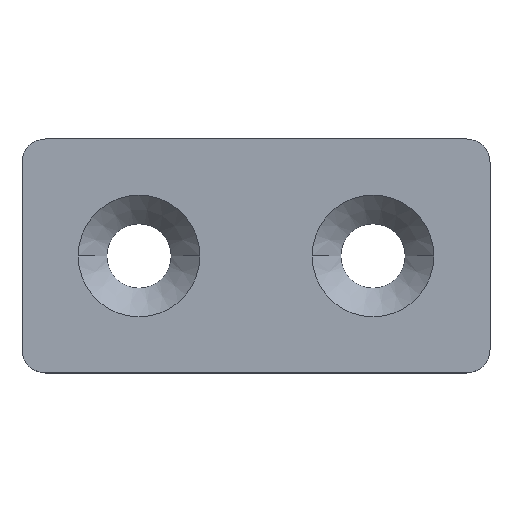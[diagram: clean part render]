
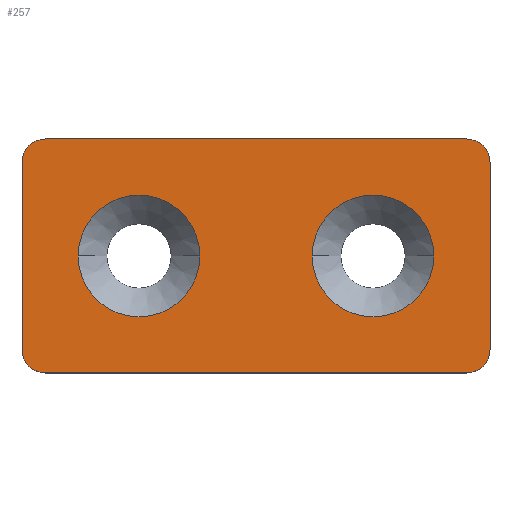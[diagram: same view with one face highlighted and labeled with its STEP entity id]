
A CAD part, top view. The second image highlights one B-rep face of the part: STEP entity #257.
In plain terms, the highlighted planar face has unit normal (0, 0, 1).
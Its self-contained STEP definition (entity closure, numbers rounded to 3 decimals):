
#3 = VERTEX_POINT ( 'NONE', #560 ) ;
#9 = EDGE_CURVE ( 'NONE', #534, #575, #277, .T. ) ;
#18 = VECTOR ( 'NONE', #341, 1000. ) ;
#24 = EDGE_CURVE ( 'NONE', #357, #534, #569, .T. ) ;
#34 = LINE ( 'NONE', #212, #345 ) ;
#45 = EDGE_CURVE ( 'NONE', #428, #530, #348, .T. ) ;
#49 = CIRCLE ( 'NONE', #352, 5.2 ) ;
#53 = FACE_BOUND ( 'NONE', #381, .T. ) ;
#64 = VERTEX_POINT ( 'NONE', #326 ) ;
#66 = EDGE_CURVE ( 'NONE', #3, #357, #554, .T. ) ;
#67 = EDGE_CURVE ( 'NONE', #496, #84, #364, .T. ) ;
#69 = VECTOR ( 'NONE', #221, 1000. ) ;
#78 = DIRECTION ( 'NONE',  ( 0., 0., -1. ) ) ;
#79 = DIRECTION ( 'NONE',  ( -1., 0., 0. ) ) ;
#82 = EDGE_CURVE ( 'NONE', #325, #303, #34, .T. ) ;
#84 = VERTEX_POINT ( 'NONE', #302 ) ;
#89 = EDGE_CURVE ( 'NONE', #303, #64, #147, .T. ) ;
#92 = EDGE_CURVE ( 'NONE', #575, #325, #519, .T. ) ;
#103 = DIRECTION ( 'NONE',  ( -1., 0., 0. ) ) ;
#104 = DIRECTION ( 'NONE',  ( 0., 0., -1. ) ) ;
#107 = CARTESIAN_POINT ( 'NONE',  ( -10., 0., 3. ) ) ;
#115 = ORIENTED_EDGE ( 'NONE', *, *, #82, .T. ) ;
#126 = CIRCLE ( 'NONE', #230, 5.2 ) ;
#131 = EDGE_CURVE ( 'NONE', #84, #496, #126, .T. ) ;
#132 = AXIS2_PLACEMENT_3D ( 'NONE', #155, #153, #152 ) ;
#133 = DIRECTION ( 'NONE',  ( -1., 0., 0. ) ) ;
#137 = ORIENTED_EDGE ( 'NONE', *, *, #67, .F. ) ;
#147 = CIRCLE ( 'NONE', #219, 2. ) ;
#152 = DIRECTION ( 'NONE',  ( -1., 0., 0. ) ) ;
#153 = DIRECTION ( 'NONE',  ( 0., 0., 1. ) ) ;
#155 = CARTESIAN_POINT ( 'NONE',  ( -18., -8., 3. ) ) ;
#176 = AXIS2_PLACEMENT_3D ( 'NONE', #107, #104, #103 ) ;
#187 = AXIS2_PLACEMENT_3D ( 'NONE', #289, #287, #292 ) ;
#188 = ORIENTED_EDGE ( 'NONE', *, *, #24, .T. ) ;
#212 = CARTESIAN_POINT ( 'NONE',  ( 20., -10., 3. ) ) ;
#213 = AXIS2_PLACEMENT_3D ( 'NONE', #228, #229, #233 ) ;
#214 = DIRECTION ( 'NONE',  ( 0., 1., 0. ) ) ;
#218 = DIRECTION ( 'NONE',  ( 0., 0., 1. ) ) ;
#219 = AXIS2_PLACEMENT_3D ( 'NONE', #220, #218, #133 ) ;
#220 = CARTESIAN_POINT ( 'NONE',  ( 18., 8., 3. ) ) ;
#221 = DIRECTION ( 'NONE',  ( 1., 0., 0. ) ) ;
#228 = CARTESIAN_POINT ( 'NONE',  ( 18., -8., 3. ) ) ;
#229 = DIRECTION ( 'NONE',  ( 0., 0., 1. ) ) ;
#230 = AXIS2_PLACEMENT_3D ( 'NONE', #269, #270, #273 ) ;
#233 = DIRECTION ( 'NONE',  ( -1., 0., 0. ) ) ;
#235 = ORIENTED_EDGE ( 'NONE', *, *, #66, .T. ) ;
#255 = ORIENTED_EDGE ( 'NONE', *, *, #45, .T. ) ;
#257 = ADVANCED_FACE ( 'NONE', ( #53, #329, #420 ), #405, .F. ) ;
#265 = ORIENTED_EDGE ( 'NONE', *, *, #418, .T. ) ;
#268 = EDGE_LOOP ( 'NONE', ( #265, #581, #235, #188, #587, #572, #115, #310 ) ) ;
#269 = CARTESIAN_POINT ( 'NONE',  ( 10., 0., 3. ) ) ;
#270 = DIRECTION ( 'NONE',  ( 0., 0., 1. ) ) ;
#271 = CARTESIAN_POINT ( 'NONE',  ( -20., -10., 3. ) ) ;
#272 = CIRCLE ( 'NONE', #275, 2. ) ;
#273 = DIRECTION ( 'NONE',  ( 1., 0., 0. ) ) ;
#275 = AXIS2_PLACEMENT_3D ( 'NONE', #432, #435, #436 ) ;
#277 = LINE ( 'NONE', #271, #69 ) ;
#287 = DIRECTION ( 'NONE',  ( 0., 0., 1. ) ) ;
#289 = CARTESIAN_POINT ( 'NONE',  ( 10., 0., 3. ) ) ;
#292 = DIRECTION ( 'NONE',  ( 1., 0., 0. ) ) ;
#302 = CARTESIAN_POINT ( 'NONE',  ( 4.8, 0., 3. ) ) ;
#303 = VERTEX_POINT ( 'NONE', #414 ) ;
#309 = AXIS2_PLACEMENT_3D ( 'NONE', #406, #78, #79 ) ;
#310 = ORIENTED_EDGE ( 'NONE', *, *, #89, .T. ) ;
#319 = ORIENTED_EDGE ( 'NONE', *, *, #131, .F. ) ;
#325 = VERTEX_POINT ( 'NONE', #424 ) ;
#326 = CARTESIAN_POINT ( 'NONE',  ( 18., 10., 3. ) ) ;
#329 = FACE_BOUND ( 'NONE', #459, .T. ) ;
#336 = CARTESIAN_POINT ( 'NONE',  ( -20., -10., 3. ) ) ;
#341 = DIRECTION ( 'NONE',  ( 0., -1., 0. ) ) ;
#344 = EDGE_CURVE ( 'NONE', #483, #3, #272, .T. ) ;
#345 = VECTOR ( 'NONE', #214, 1000. ) ;
#348 = CIRCLE ( 'NONE', #176, 5.2 ) ;
#352 = AXIS2_PLACEMENT_3D ( 'NONE', #474, #475, #476 ) ;
#357 = VERTEX_POINT ( 'NONE', #440 ) ;
#364 = CIRCLE ( 'NONE', #187, 5.2 ) ;
#381 = EDGE_LOOP ( 'NONE', ( #319, #137 ) ) ;
#405 = PLANE ( 'NONE',  #309 ) ;
#406 = CARTESIAN_POINT ( 'NONE',  ( -20., 10., 3. ) ) ;
#414 = CARTESIAN_POINT ( 'NONE',  ( 20., 8., 3. ) ) ;
#418 = EDGE_CURVE ( 'NONE', #64, #483, #577, .T. ) ;
#420 = FACE_OUTER_BOUND ( 'NONE', #268, .T. ) ;
#424 = CARTESIAN_POINT ( 'NONE',  ( 20., -8., 3. ) ) ;
#428 = VERTEX_POINT ( 'NONE', #466 ) ;
#432 = CARTESIAN_POINT ( 'NONE',  ( -18., 8., 3. ) ) ;
#435 = DIRECTION ( 'NONE',  ( 0., 0., 1. ) ) ;
#436 = DIRECTION ( 'NONE',  ( -1., 0., 0. ) ) ;
#440 = CARTESIAN_POINT ( 'NONE',  ( -20., -8., 3. ) ) ;
#452 = EDGE_CURVE ( 'NONE', #530, #428, #49, .T. ) ;
#453 = CARTESIAN_POINT ( 'NONE',  ( -20., 10., 3. ) ) ;
#454 = DIRECTION ( 'NONE',  ( -1., 0., 0. ) ) ;
#459 = EDGE_LOOP ( 'NONE', ( #255, #526 ) ) ;
#466 = CARTESIAN_POINT ( 'NONE',  ( -4.8, 0., 3. ) ) ;
#472 = CARTESIAN_POINT ( 'NONE',  ( -18., 10., 3. ) ) ;
#474 = CARTESIAN_POINT ( 'NONE',  ( -10., 0., 3. ) ) ;
#475 = DIRECTION ( 'NONE',  ( 0., 0., -1. ) ) ;
#476 = DIRECTION ( 'NONE',  ( -1., 0., 0. ) ) ;
#483 = VERTEX_POINT ( 'NONE', #472 ) ;
#488 = CARTESIAN_POINT ( 'NONE',  ( 15.2, 0., 3. ) ) ;
#496 = VERTEX_POINT ( 'NONE', #488 ) ;
#499 = CARTESIAN_POINT ( 'NONE',  ( 18., -10., 3. ) ) ;
#512 = CARTESIAN_POINT ( 'NONE',  ( -15.2, 0., 3. ) ) ;
#518 = CARTESIAN_POINT ( 'NONE',  ( -18., -10., 3. ) ) ;
#519 = CIRCLE ( 'NONE', #213, 2. ) ;
#526 = ORIENTED_EDGE ( 'NONE', *, *, #452, .T. ) ;
#530 = VERTEX_POINT ( 'NONE', #512 ) ;
#534 = VERTEX_POINT ( 'NONE', #518 ) ;
#554 = LINE ( 'NONE', #336, #18 ) ;
#560 = CARTESIAN_POINT ( 'NONE',  ( -20., 8., 3. ) ) ;
#568 = VECTOR ( 'NONE', #454, 1000. ) ;
#569 = CIRCLE ( 'NONE', #132, 2. ) ;
#572 = ORIENTED_EDGE ( 'NONE', *, *, #92, .T. ) ;
#575 = VERTEX_POINT ( 'NONE', #499 ) ;
#577 = LINE ( 'NONE', #453, #568 ) ;
#581 = ORIENTED_EDGE ( 'NONE', *, *, #344, .T. ) ;
#587 = ORIENTED_EDGE ( 'NONE', *, *, #9, .T. ) ;
